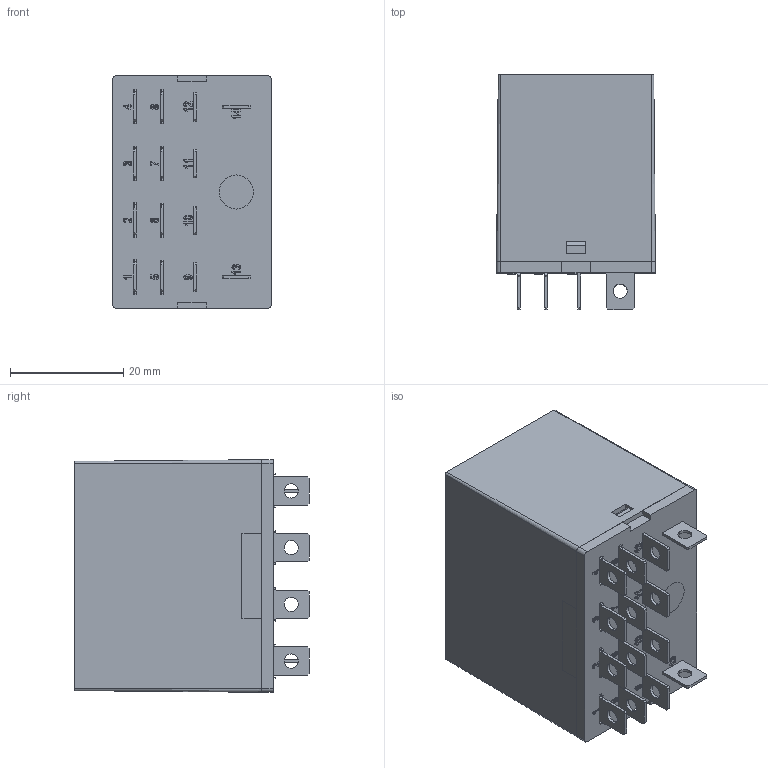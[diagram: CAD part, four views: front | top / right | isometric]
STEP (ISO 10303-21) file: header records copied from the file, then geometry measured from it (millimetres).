
FILE_DESCRIPTION (( 'STEP AP214' ), '1' );
FILE_NAME ('REP-4õõ.õL.STEP', '2020-07-01T02:28:44', ( 'Æåíÿ' ), ( '' ), 'SwSTEP 2.0', 'SolidWorks 2016', '' );
FILE_SCHEMA (( 'AUTOMOTIVE_DESIGN' ));
Length unit declared in the file: millimetre
Products named in the file (1): REP-4蘣.韽
Bounding box: 28 x 41.4 x 41 mm (x, y, z)
Volume: 11319.3 mm3; surface area: 14937.2 mm2
Topology: 5 solids, 11 shells, 589 faces, 1568 edges, 1044 vertices
Faces by surface type: plane 426, bspline 119, cylinder 40, cone 4
Entity records: 26392 total; most frequent: CARTESIAN_POINT 9777, ORIENTED_EDGE 3136, DIRECTION 2360, EDGE_CURVE 1568, LINE 1242, VECTOR 1242, VERTEX_POINT 1044, EDGE_LOOP 664
